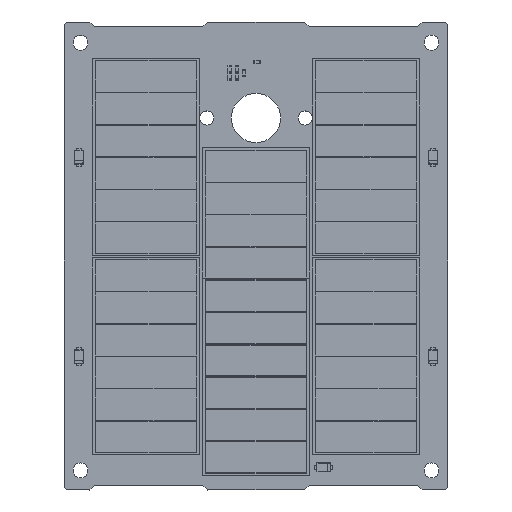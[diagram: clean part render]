
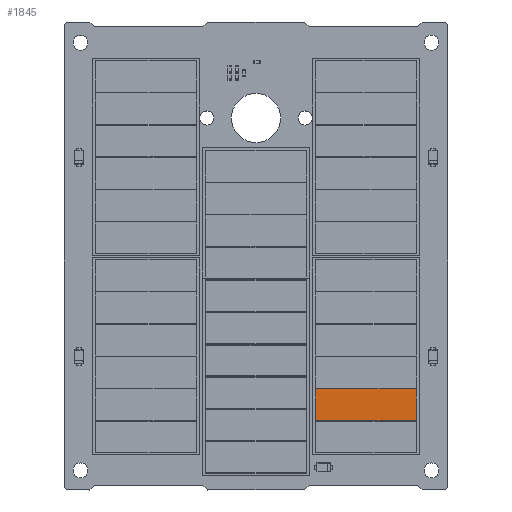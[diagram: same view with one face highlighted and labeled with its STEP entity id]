
A CAD part, top view. The second image highlights one B-rep face of the part: STEP entity #1845.
In plain terms, the highlighted face is planar.
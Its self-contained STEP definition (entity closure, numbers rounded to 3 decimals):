
#1845 = ADVANCED_FACE('',(#1846),#1880,.T.);
#1846 = FACE_BOUND('',#1847,.T.);
#1847 = EDGE_LOOP('',(#1848,#1858,#1866,#1874));
#1848 = ORIENTED_EDGE('',*,*,#1849,.F.);
#1849 = EDGE_CURVE('',#1850,#1852,#1854,.T.);
#1850 = VERTEX_POINT('',#1851);
#1851 = CARTESIAN_POINT('',(13.75,1.1,-10.75));
#1852 = VERTEX_POINT('',#1853);
#1853 = CARTESIAN_POINT('',(13.75,1.1,10.768));
#1854 = LINE('',#1855,#1856);
#1855 = CARTESIAN_POINT('',(13.75,1.1,-5.371));
#1856 = VECTOR('',#1857,1.);
#1857 = DIRECTION('',(0.,0.,1.));
#1858 = ORIENTED_EDGE('',*,*,#1859,.F.);
#1859 = EDGE_CURVE('',#1860,#1850,#1862,.T.);
#1860 = VERTEX_POINT('',#1861);
#1861 = CARTESIAN_POINT('',(6.95,1.1,-10.75));
#1862 = LINE('',#1863,#1864);
#1863 = CARTESIAN_POINT('',(8.65,1.1,-10.75));
#1864 = VECTOR('',#1865,1.);
#1865 = DIRECTION('',(1.,0.,0.));
#1866 = ORIENTED_EDGE('',*,*,#1867,.F.);
#1867 = EDGE_CURVE('',#1868,#1860,#1870,.T.);
#1868 = VERTEX_POINT('',#1869);
#1869 = CARTESIAN_POINT('',(6.95,1.1,10.768));
#1870 = LINE('',#1871,#1872);
#1871 = CARTESIAN_POINT('',(6.95,1.1,5.388));
#1872 = VECTOR('',#1873,1.);
#1873 = DIRECTION('',(0.,0.,-1.));
#1874 = ORIENTED_EDGE('',*,*,#1875,.F.);
#1875 = EDGE_CURVE('',#1852,#1868,#1876,.T.);
#1876 = LINE('',#1877,#1878);
#1877 = CARTESIAN_POINT('',(12.05,1.1,10.768));
#1878 = VECTOR('',#1879,1.);
#1879 = DIRECTION('',(-1.,0.,0.));
#1880 = PLANE('',#1881);
#1881 = AXIS2_PLACEMENT_3D('',#1882,#1883,#1884);
#1882 = CARTESIAN_POINT('',(10.35,1.1,0.009));
#1883 = DIRECTION('',(0.,1.,0.));
#1884 = DIRECTION('',(0.,-0.,1.));
